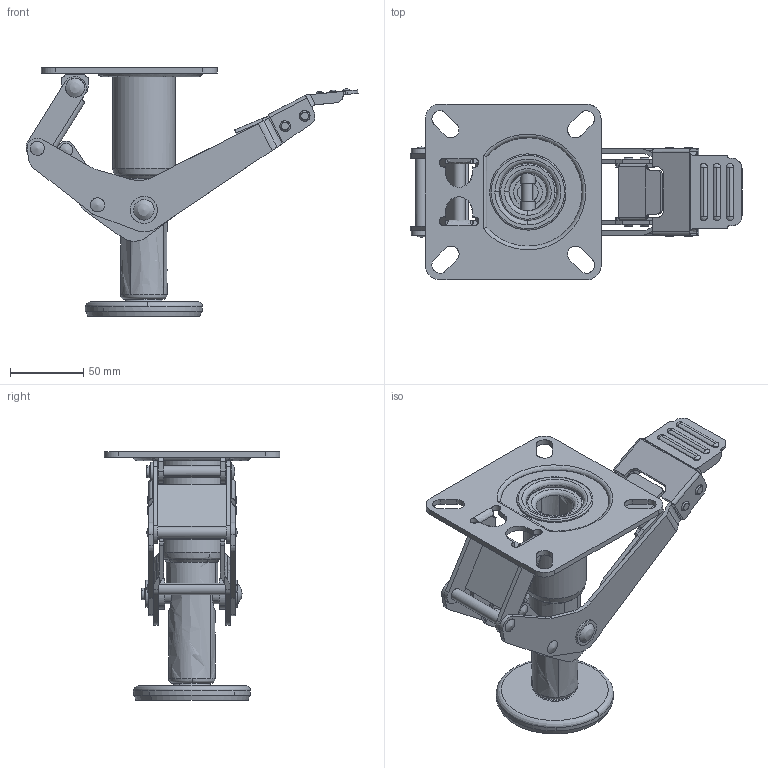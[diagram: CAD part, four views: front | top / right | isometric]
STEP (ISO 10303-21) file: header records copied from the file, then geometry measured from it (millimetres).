
FILE_DESCRIPTION((''),'2;1');
FILE_NAME('','2006-11-17T09:32:45',(''),(''),'','CADfix','');
FILE_SCHEMA(('AUTOMOTIVE_DESIGN'));
Length unit declared in the file: millimetre
Products named in the file (7): pedal_A; support rod_B; support rod_A; pedal_B; mounting plate; foot; 900_4SUS_28094_36
Assembly tree (6 placements, depth 2):
  900_4SUS_28094_36
    pedal_A
    support rod_B
    support rod_A
    pedal_B
    mounting plate
    foot
Bounding box: 226.68 x 120 x 170 mm (x, y, z)
Volume: 267781.2 mm3; surface area: 171991.8 mm2
Topology: 6 solids, 6 shells, 545 faces, 1933 edges, 1446 vertices
Faces by surface type: bspline 545
Entity records: 32053 total; most frequent: CARTESIAN_POINT 20671, ORIENTED_EDGE 3854, EDGE_CURVE 1927, VERTEX_POINT 1446, B_SPLINE_CURVE_WITH_KNOTS 1132, QUASI_UNIFORM_CURVE 758, EDGE_LOOP 643, FACE_OUTER_BOUND 545
